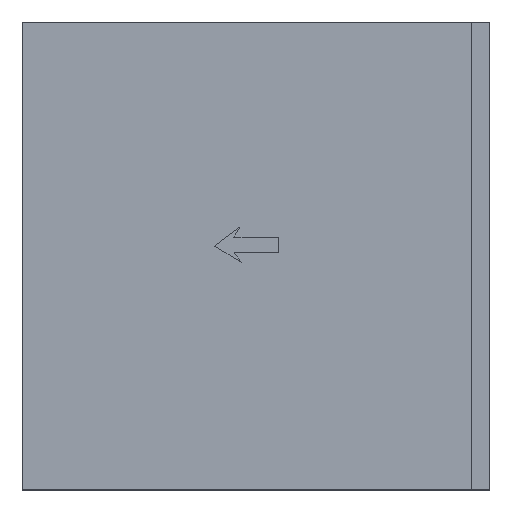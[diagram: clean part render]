
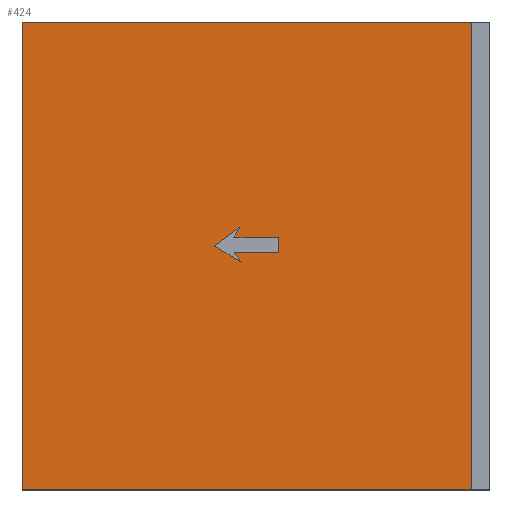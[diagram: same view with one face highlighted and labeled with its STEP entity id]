
A CAD part, top view. The second image highlights one B-rep face of the part: STEP entity #424.
In plain terms, the highlighted planar face has unit normal (0, 0, 1).
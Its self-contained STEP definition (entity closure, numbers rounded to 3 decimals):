
#125=CARTESIAN_POINT('Vertex',(-226.875,244.626,40.)) ;
#132=CARTESIAN_POINT('Vertex',(-179.082,244.626,40.)) ;
#135=CARTESIAN_POINT('Line Origine',(-202.979,244.626,40.)) ;
#156=CARTESIAN_POINT('Vertex',(-220.369,255.281,40.)) ;
#159=CARTESIAN_POINT('Line Origine',(-223.622,249.954,40.)) ;
#180=CARTESIAN_POINT('Vertex',(-247.541,235.121,40.)) ;
#183=CARTESIAN_POINT('Line Origine',(-233.955,245.201,40.)) ;
#204=CARTESIAN_POINT('Vertex',(-218.758,217.545,40.)) ;
#207=CARTESIAN_POINT('Line Origine',(-233.15,226.333,40.)) ;
#228=CARTESIAN_POINT('Vertex',(-226.62,228.142,40.)) ;
#231=CARTESIAN_POINT('Line Origine',(-222.689,222.843,40.)) ;
#252=CARTESIAN_POINT('Vertex',(-179.502,228.142,40.)) ;
#255=CARTESIAN_POINT('Line Origine',(-203.061,228.142,40.)) ;
#272=CARTESIAN_POINT('Line Origine',(-179.292,236.384,40.)) ;
#293=CARTESIAN_POINT('Vertex',(27.188,-25.559,40.)) ;
#309=CARTESIAN_POINT('Vertex',(27.188,474.441,40.)) ;
#312=CARTESIAN_POINT('Line Origine',(27.188,224.441,40.)) ;
#385=CARTESIAN_POINT('Axis2P3D Location',(0.,0.,40.)) ;
#390=CARTESIAN_POINT('Line Origine',(-213.023,474.441,40.)) ;
#394=CARTESIAN_POINT('Vertex',(-453.233,474.441,40.)) ;
#397=CARTESIAN_POINT('Line Origine',(-453.233,224.441,40.)) ;
#401=CARTESIAN_POINT('Vertex',(-453.233,-25.559,40.)) ;
#404=CARTESIAN_POINT('Line Origine',(-213.023,-25.559,40.)) ;
#136=DIRECTION('Vector Direction',(-1.,0.,0.)) ;
#160=DIRECTION('Vector Direction',(0.521,0.853,0.)) ;
#184=DIRECTION('Vector Direction',(-0.803,-0.596,0.)) ;
#208=DIRECTION('Vector Direction',(0.853,-0.521,0.)) ;
#232=DIRECTION('Vector Direction',(-0.596,0.803,0.)) ;
#256=DIRECTION('Vector Direction',(1.,0.,0.)) ;
#273=DIRECTION('Vector Direction',(0.025,1.,0.)) ;
#313=DIRECTION('Vector Direction',(0.,-1.,0.)) ;
#386=DIRECTION('Axis2P3D Direction',(0.,0.,1.)) ;
#387=DIRECTION('Axis2P3D XDirection',(1.,0.,0.)) ;
#391=DIRECTION('Vector Direction',(1.,0.,0.)) ;
#398=DIRECTION('Vector Direction',(0.,-1.,0.)) ;
#405=DIRECTION('Vector Direction',(-1.,0.,0.)) ;
#388=AXIS2_PLACEMENT_3D('Plane Axis2P3D',#385,#386,#387) ;
#410=ORIENTED_EDGE('',*,*,#396,.T.) ;
#411=ORIENTED_EDGE('',*,*,#403,.T.) ;
#412=ORIENTED_EDGE('',*,*,#408,.T.) ;
#413=ORIENTED_EDGE('',*,*,#316,.F.) ;
#416=ORIENTED_EDGE('',*,*,#211,.F.) ;
#417=ORIENTED_EDGE('',*,*,#187,.F.) ;
#418=ORIENTED_EDGE('',*,*,#163,.F.) ;
#419=ORIENTED_EDGE('',*,*,#139,.F.) ;
#420=ORIENTED_EDGE('',*,*,#276,.F.) ;
#421=ORIENTED_EDGE('',*,*,#259,.F.) ;
#422=ORIENTED_EDGE('',*,*,#235,.F.) ;
#423=FACE_BOUND('',#415,.T.) ;
#137=VECTOR('Line Direction',#136,1.) ;
#161=VECTOR('Line Direction',#160,1.) ;
#185=VECTOR('Line Direction',#184,1.) ;
#209=VECTOR('Line Direction',#208,1.) ;
#233=VECTOR('Line Direction',#232,1.) ;
#257=VECTOR('Line Direction',#256,1.) ;
#274=VECTOR('Line Direction',#273,1.) ;
#314=VECTOR('Line Direction',#313,1.) ;
#392=VECTOR('Line Direction',#391,1.) ;
#399=VECTOR('Line Direction',#398,1.) ;
#406=VECTOR('Line Direction',#405,1.) ;
#424=ADVANCED_FACE('PartBody',(#414,#423),#389,.T.) ;
#139=EDGE_CURVE('',#133,#126,#138,.T.) ;
#163=EDGE_CURVE('',#126,#157,#162,.T.) ;
#187=EDGE_CURVE('',#157,#181,#186,.T.) ;
#211=EDGE_CURVE('',#181,#205,#210,.T.) ;
#235=EDGE_CURVE('',#205,#229,#234,.T.) ;
#259=EDGE_CURVE('',#229,#253,#258,.T.) ;
#276=EDGE_CURVE('',#253,#133,#275,.T.) ;
#316=EDGE_CURVE('',#310,#294,#315,.T.) ;
#396=EDGE_CURVE('',#310,#395,#393,.F.) ;
#403=EDGE_CURVE('',#395,#402,#400,.T.) ;
#408=EDGE_CURVE('',#402,#294,#407,.F.) ;
#409=EDGE_LOOP('',(#410,#411,#412,#413)) ;
#415=EDGE_LOOP('',(#416,#417,#418,#419,#420,#421,#422)) ;
#414=FACE_OUTER_BOUND('',#409,.T.) ;
#138=LINE('Line',#135,#137) ;
#162=LINE('Line',#159,#161) ;
#186=LINE('Line',#183,#185) ;
#210=LINE('Line',#207,#209) ;
#234=LINE('Line',#231,#233) ;
#258=LINE('Line',#255,#257) ;
#275=LINE('Line',#272,#274) ;
#315=LINE('Line',#312,#314) ;
#393=LINE('Line',#390,#392) ;
#400=LINE('Line',#397,#399) ;
#407=LINE('Line',#404,#406) ;
#389=PLANE('Plane',#388) ;
#126=VERTEX_POINT('',#125) ;
#133=VERTEX_POINT('',#132) ;
#157=VERTEX_POINT('',#156) ;
#181=VERTEX_POINT('',#180) ;
#205=VERTEX_POINT('',#204) ;
#229=VERTEX_POINT('',#228) ;
#253=VERTEX_POINT('',#252) ;
#294=VERTEX_POINT('',#293) ;
#310=VERTEX_POINT('',#309) ;
#395=VERTEX_POINT('',#394) ;
#402=VERTEX_POINT('',#401) ;
